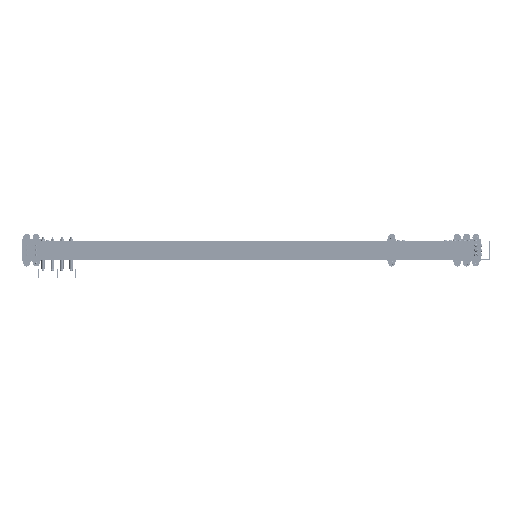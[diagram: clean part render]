
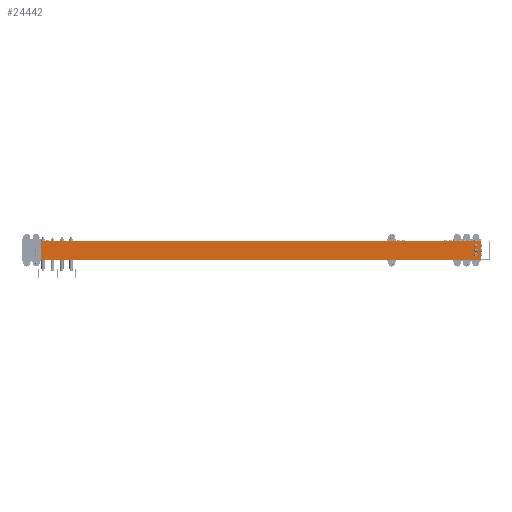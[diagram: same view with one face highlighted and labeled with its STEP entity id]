
A CAD part, left-side view. The second image highlights one B-rep face of the part: STEP entity #24442.
In plain terms, the highlighted face is planar.
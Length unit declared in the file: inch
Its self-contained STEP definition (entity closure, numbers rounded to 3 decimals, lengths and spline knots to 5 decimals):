
#141 = VERTEX_POINT ( 'NONE', #31248 ) ;
#281 = DIRECTION ( 'NONE',  ( 1., 0., 0. ) ) ;
#1232 = AXIS2_PLACEMENT_3D ( 'NONE', #11809, #3605, #17720 ) ;
#1338 = FACE_BOUND ( 'NONE', #28956, .T. ) ;
#1363 = CARTESIAN_POINT ( 'NONE',  ( 22.902, -0.5, -0.5 ) ) ;
#1513 = FACE_BOUND ( 'NONE', #14651, .T. ) ;
#2477 = CARTESIAN_POINT ( 'NONE',  ( 23., -0.5, -0.5 ) ) ;
#2478 = AXIS2_PLACEMENT_3D ( 'NONE', #20442, #9348, #17845 ) ;
#2556 = ORIENTED_EDGE ( 'NONE', *, *, #25758, .T. ) ;
#2767 = ORIENTED_EDGE ( 'NONE', *, *, #24099, .T. ) ;
#2825 = DIRECTION ( 'NONE',  ( 1., 0., 0. ) ) ;
#2895 = EDGE_CURVE ( 'NONE', #141, #34902, #17275, .T. ) ;
#3536 = ORIENTED_EDGE ( 'NONE', *, *, #11904, .F. ) ;
#3605 = DIRECTION ( 'NONE',  ( 0., 0., 1. ) ) ;
#4095 = AXIS2_PLACEMENT_3D ( 'NONE', #2477, #32410, #35395 ) ;
#4105 = PLANE ( 'NONE',  #2478 ) ;
#4769 = CIRCLE ( 'NONE', #26098, 0.098 ) ;
#6357 = FACE_BOUND ( 'NONE', #14726, .T. ) ;
#6576 = VERTEX_POINT ( 'NONE', #1363 ) ;
#6992 = VECTOR ( 'NONE', #13959, 39.37008 ) ;
#8038 = CARTESIAN_POINT ( 'NONE',  ( 23., 0., -0.5 ) ) ;
#8227 = CARTESIAN_POINT ( 'NONE',  ( 23.5, 1., -0.5 ) ) ;
#8413 = VERTEX_POINT ( 'NONE', #20657 ) ;
#8600 = EDGE_CURVE ( 'NONE', #13485, #21548, #29515, .T. ) ;
#8601 = CARTESIAN_POINT ( 'NONE',  ( 23.5, -1., -0.5 ) ) ;
#8932 = CARTESIAN_POINT ( 'NONE',  ( 23.098, -0.5, -0.5 ) ) ;
#9165 = FACE_OUTER_BOUND ( 'NONE', #35586, .T. ) ;
#9348 = DIRECTION ( 'NONE',  ( 0., 0., 1. ) ) ;
#10316 = DIRECTION ( 'NONE',  ( 0., 0., 1. ) ) ;
#10512 = VERTEX_POINT ( 'NONE', #15480 ) ;
#11232 = CIRCLE ( 'NONE', #4095, 0.098 ) ;
#11689 = EDGE_CURVE ( 'NONE', #8413, #20852, #14189, .T. ) ;
#11809 = CARTESIAN_POINT ( 'NONE',  ( 23., 0., -0.5 ) ) ;
#11904 = EDGE_CURVE ( 'NONE', #24202, #141, #25674, .T. ) ;
#12750 = EDGE_CURVE ( 'NONE', #21548, #13485, #34411, .T. ) ;
#13485 = VERTEX_POINT ( 'NONE', #25225 ) ;
#13786 = DIRECTION ( 'NONE',  ( 1., 0., 0. ) ) ;
#13959 = DIRECTION ( 'NONE',  ( -1., 0., 0. ) ) ;
#14028 = EDGE_CURVE ( 'NONE', #10512, #34902, #26770, .T. ) ;
#14189 = CIRCLE ( 'NONE', #17128, 0.098 ) ;
#14651 = EDGE_LOOP ( 'NONE', ( #26889, #26285 ) ) ;
#14726 = EDGE_LOOP ( 'NONE', ( #17514, #33250 ) ) ;
#15480 = CARTESIAN_POINT ( 'NONE',  ( -23.5, -1., -0.5 ) ) ;
#15498 = VECTOR ( 'NONE', #18026, 39.37008 ) ;
#15974 = VECTOR ( 'NONE', #31777, 39.37008 ) ;
#16397 = DIRECTION ( 'NONE',  ( 0., 0., 1. ) ) ;
#16890 = CIRCLE ( 'NONE', #27590, 0.098 ) ;
#17128 = AXIS2_PLACEMENT_3D ( 'NONE', #18258, #10316, #24582 ) ;
#17243 = CARTESIAN_POINT ( 'NONE',  ( 23.5, -1., -0.5 ) ) ;
#17275 = LINE ( 'NONE', #8227, #6992 ) ;
#17514 = ORIENTED_EDGE ( 'NONE', *, *, #11689, .T. ) ;
#17720 = DIRECTION ( 'NONE',  ( 1., 0., 0. ) ) ;
#17845 = DIRECTION ( 'NONE',  ( 1., 0., 0. ) ) ;
#18005 = ORIENTED_EDGE ( 'NONE', *, *, #31760, .T. ) ;
#18026 = DIRECTION ( 'NONE',  ( 0., 1., 0. ) ) ;
#18258 = CARTESIAN_POINT ( 'NONE',  ( 23., 0.5, -0.5 ) ) ;
#18735 = VECTOR ( 'NONE', #25988, 39.37008 ) ;
#19336 = DIRECTION ( 'NONE',  ( 0., 0., 1. ) ) ;
#20038 = LINE ( 'NONE', #17243, #18735 ) ;
#20442 = CARTESIAN_POINT ( 'NONE',  ( 23.5, -1., -0.5 ) ) ;
#20596 = AXIS2_PLACEMENT_3D ( 'NONE', #8038, #19336, #13786 ) ;
#20657 = CARTESIAN_POINT ( 'NONE',  ( 23.098, 0.5, -0.5 ) ) ;
#20852 = VERTEX_POINT ( 'NONE', #29576 ) ;
#21548 = VERTEX_POINT ( 'NONE', #27651 ) ;
#22879 = CARTESIAN_POINT ( 'NONE',  ( 23.5, -1., -0.5 ) ) ;
#24099 = EDGE_CURVE ( 'NONE', #34981, #6576, #11232, .T. ) ;
#24202 = VERTEX_POINT ( 'NONE', #8601 ) ;
#24442 = ADVANCED_FACE ( 'NONE', ( #1338, #6357, #1513, #9165 ), #4105, .F. ) ;
#24582 = DIRECTION ( 'NONE',  ( 1., 0., 0. ) ) ;
#25089 = CARTESIAN_POINT ( 'NONE',  ( -23.5, 1., -0.5 ) ) ;
#25225 = CARTESIAN_POINT ( 'NONE',  ( 22.902, 0., -0.5 ) ) ;
#25674 = LINE ( 'NONE', #22879, #15974 ) ;
#25758 = EDGE_CURVE ( 'NONE', #6576, #34981, #4769, .T. ) ;
#25988 = DIRECTION ( 'NONE',  ( -1., 0., 0. ) ) ;
#26066 = DIRECTION ( 'NONE',  ( 0., 0., 1. ) ) ;
#26098 = AXIS2_PLACEMENT_3D ( 'NONE', #36089, #16397, #2825 ) ;
#26285 = ORIENTED_EDGE ( 'NONE', *, *, #8600, .T. ) ;
#26401 = CARTESIAN_POINT ( 'NONE',  ( -23.5, -1., -0.5 ) ) ;
#26770 = LINE ( 'NONE', #26401, #15498 ) ;
#26889 = ORIENTED_EDGE ( 'NONE', *, *, #12750, .T. ) ;
#27590 = AXIS2_PLACEMENT_3D ( 'NONE', #31264, #26066, #281 ) ;
#27651 = CARTESIAN_POINT ( 'NONE',  ( 23.098, 0., -0.5 ) ) ;
#28956 = EDGE_LOOP ( 'NONE', ( #2767, #2556 ) ) ;
#29515 = CIRCLE ( 'NONE', #20596, 0.098 ) ;
#29576 = CARTESIAN_POINT ( 'NONE',  ( 22.902, 0.5, -0.5 ) ) ;
#30872 = EDGE_CURVE ( 'NONE', #20852, #8413, #16890, .T. ) ;
#31248 = CARTESIAN_POINT ( 'NONE',  ( 23.5, 1., -0.5 ) ) ;
#31264 = CARTESIAN_POINT ( 'NONE',  ( 23., 0.5, -0.5 ) ) ;
#31760 = EDGE_CURVE ( 'NONE', #24202, #10512, #20038, .T. ) ;
#31777 = DIRECTION ( 'NONE',  ( 0., 1., 0. ) ) ;
#32394 = ORIENTED_EDGE ( 'NONE', *, *, #14028, .T. ) ;
#32410 = DIRECTION ( 'NONE',  ( 0., 0., 1. ) ) ;
#33250 = ORIENTED_EDGE ( 'NONE', *, *, #30872, .T. ) ;
#34411 = CIRCLE ( 'NONE', #1232, 0.098 ) ;
#34902 = VERTEX_POINT ( 'NONE', #25089 ) ;
#34981 = VERTEX_POINT ( 'NONE', #8932 ) ;
#35080 = ORIENTED_EDGE ( 'NONE', *, *, #2895, .F. ) ;
#35395 = DIRECTION ( 'NONE',  ( 1., 0., 0. ) ) ;
#35586 = EDGE_LOOP ( 'NONE', ( #32394, #35080, #3536, #18005 ) ) ;
#36089 = CARTESIAN_POINT ( 'NONE',  ( 23., -0.5, -0.5 ) ) ;
